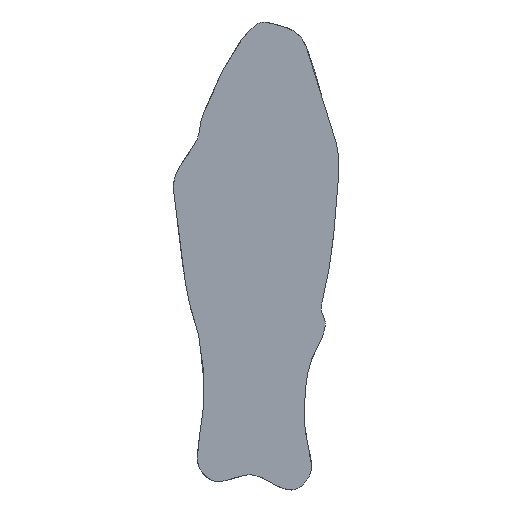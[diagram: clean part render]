
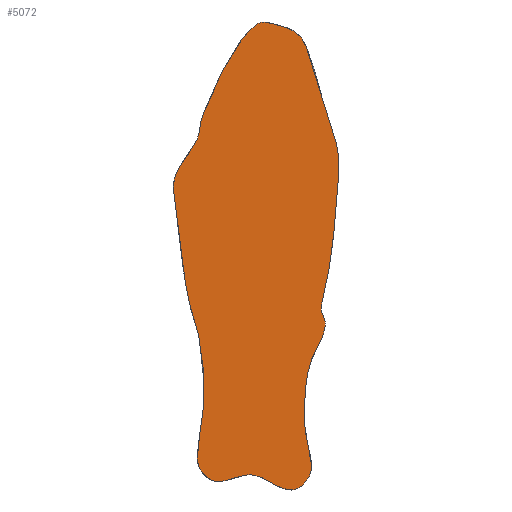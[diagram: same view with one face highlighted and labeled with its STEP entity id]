
A CAD part, left-side view. The second image highlights one B-rep face of the part: STEP entity #5072.
In plain terms, the highlighted planar face has unit normal (-1, 0, 0).
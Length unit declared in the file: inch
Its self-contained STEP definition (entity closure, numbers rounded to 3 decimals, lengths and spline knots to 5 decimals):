
#31 = CARTESIAN_POINT ( 'NONE',  ( -0.31, -0.19354, -0.458 ) ) ;
#257 = CARTESIAN_POINT ( 'NONE',  ( -0.31, 0.03745, -0.92669 ) ) ;
#538 = CARTESIAN_POINT ( 'NONE',  ( -0.31, 0., 1.025 ) ) ;
#708 = CARTESIAN_POINT ( 'NONE',  ( -0.31, 0.22655, 0.71006 ) ) ;
#1347 = CARTESIAN_POINT ( 'NONE',  ( -0.31, -0.21035, -0.88201 ) ) ;
#1408 = CARTESIAN_POINT ( 'NONE',  ( -0.31, -0.05524, -1.01888 ) ) ;
#1512 = B_SPLINE_CURVE_WITH_KNOTS ( 'NONE', 3,
 ( #1576, #13253, #257, #1408, #4007, #13426, #1347, #7918, #10571, #31, #14703, #10787, #9243, #13201, #2913, #13369, #5333, #10621, #6657, #5502, #15876, #8095 ),
 .UNSPECIFIED., .F., .F.,
 ( 4, 1, 1, 1, 1, 1, 1, 1, 1, 1, 1, 1, 1, 1, 1, 1, 1, 1, 1, 4 ),
 ( 0.5, 0.52687, 0.56371, 0.5705, 0.59207, 0.59722, 0.61927, 0.65384, 0.6876, 0.71765, 0.72221, 0.73189, 0.7428, 0.83008, 0.85767, 0.88421, 0.94368, 0.95526, 0.99503, 1. ),
 .UNSPECIFIED. ) ;
#1576 = CARTESIAN_POINT ( 'NONE',  ( -0.31, 0.17385, -0.9855 ) ) ;
#1613 = FACE_OUTER_BOUND ( 'NONE', #6970, .T. ) ;
#1808 = DIRECTION ( 'NONE',  ( 1., 0., 0. ) ) ;
#2038 = CARTESIAN_POINT ( 'NONE',  ( -0.31, 0.28713, -0.77299 ) ) ;
#2264 = CARTESIAN_POINT ( 'NONE',  ( -0.31, 0.33619, 0.43964 ) ) ;
#2913 = CARTESIAN_POINT ( 'NONE',  ( -0.31, -0.31654, 0.1894 ) ) ;
#3570 = CARTESIAN_POINT ( 'NONE',  ( -0.31, 0.32699, -0.28462 ) ) ;
#3694 = CARTESIAN_POINT ( 'NONE',  ( -0.31, 0.17385, -0.9855 ) ) ;
#4007 = CARTESIAN_POINT ( 'NONE',  ( -0.31, -0.15206, -1.02951 ) ) ;
#5072 = ADVANCED_FACE ( 'NONE', ( #1613 ), #8429, .F. ) ;
#5333 = CARTESIAN_POINT ( 'NONE',  ( -0.31, -0.25818, 0.65267 ) ) ;
#5502 = CARTESIAN_POINT ( 'NONE',  ( -0.31, -0.04467, 1.01657 ) ) ;
#6011 = CARTESIAN_POINT ( 'NONE',  ( -0.31, 0.28611, -0.28832 ) ) ;
#6091 = EDGE_CURVE ( 'NONE', #14379, #10862, #1512, .T. ) ;
#6657 = CARTESIAN_POINT ( 'NONE',  ( -0.31, -0.13586, 1.00016 ) ) ;
#6970 = EDGE_LOOP ( 'NONE', ( #16845, #10693 ) ) ;
#7918 = CARTESIAN_POINT ( 'NONE',  ( -0.31, -0.17594, -0.78254 ) ) ;
#8095 = CARTESIAN_POINT ( 'NONE',  ( -0.31, 0., 1.025 ) ) ;
#8429 = PLANE ( 'NONE',  #16730 ) ;
#8594 = CARTESIAN_POINT ( 'NONE',  ( -0.31, 0.28262, 0.51626 ) ) ;
#8651 = CARTESIAN_POINT ( 'NONE',  ( -0.31, 0.16208, 0.86173 ) ) ;
#9243 = CARTESIAN_POINT ( 'NONE',  ( -0.31, -0.24525, -0.24084 ) ) ;
#9638 = EDGE_CURVE ( 'NONE', #10862, #14379, #13747, .T. ) ;
#9920 = CARTESIAN_POINT ( 'NONE',  ( -0.31, 0.40086, 0.34731 ) ) ;
#10031 = CARTESIAN_POINT ( 'NONE',  ( -0.31, 0.17385, -0.9855 ) ) ;
#10093 = CARTESIAN_POINT ( 'NONE',  ( -0.31, 0.2392, -0.99015 ) ) ;
#10147 = CARTESIAN_POINT ( 'NONE',  ( -0.31, 0.38197, 0.16211 ) ) ;
#10571 = CARTESIAN_POINT ( 'NONE',  ( -0.31, -0.1774, -0.62597 ) ) ;
#10621 = CARTESIAN_POINT ( 'NONE',  ( -0.31, -0.21202, 0.88551 ) ) ;
#10693 = ORIENTED_EDGE ( 'NONE', *, *, #6091, .T. ) ;
#10787 = CARTESIAN_POINT ( 'NONE',  ( -0.31, -0.27201, -0.28043 ) ) ;
#10862 = VERTEX_POINT ( 'NONE', #11347 ) ;
#11075 = CARTESIAN_POINT ( 'NONE',  ( -0.31, 0., 0. ) ) ;
#11347 = CARTESIAN_POINT ( 'NONE',  ( -0.31, 0., 1.025 ) ) ;
#11410 = CARTESIAN_POINT ( 'NONE',  ( -0.31, 0.24531, -0.66392 ) ) ;
#11458 = CARTESIAN_POINT ( 'NONE',  ( -0.31, 0.27696, 0.5981 ) ) ;
#12785 = CARTESIAN_POINT ( 'NONE',  ( -0.31, 0.19065, -0.98867 ) ) ;
#13201 = CARTESIAN_POINT ( 'NONE',  ( -0.31, -0.29905, -0.03699 ) ) ;
#13253 = CARTESIAN_POINT ( 'NONE',  ( -0.31, 0.13498, -0.97815 ) ) ;
#13369 = CARTESIAN_POINT ( 'NONE',  ( -0.31, -0.33654, 0.46134 ) ) ;
#13426 = CARTESIAN_POINT ( 'NONE',  ( -0.31, -0.21017, -0.96839 ) ) ;
#13654 = DIRECTION ( 'NONE',  ( 0., 0., -1. ) ) ;
#13747 = B_SPLINE_CURVE_WITH_KNOTS ( 'NONE', 3,
 ( #538, #15385, #8651, #708, #11458, #8594, #2264, #9920, #10147, #3570, #6011, #11410, #2038, #14051, #10093, #12785, #10031 ),
 .UNSPECIFIED., .F., .F.,
 ( 4, 1, 1, 1, 1, 1, 1, 1, 1, 1, 1, 1, 1, 1, 4 ),
 ( 0., 0.04683, 0.09639, 0.12369, 0.12949, 0.15444, 0.18715, 0.20046, 0.28758, 0.36199, 0.38868, 0.4556, 0.46558, 0.48839, 0.5 ),
 .UNSPECIFIED. ) ;
#14051 = CARTESIAN_POINT ( 'NONE',  ( -0.31, 0.29275, -0.92665 ) ) ;
#14379 = VERTEX_POINT ( 'NONE', #3694 ) ;
#14703 = CARTESIAN_POINT ( 'NONE',  ( -0.31, -0.26545, -0.35379 ) ) ;
#15385 = CARTESIAN_POINT ( 'NONE',  ( -0.31, 0.04343, 1.02532 ) ) ;
#15876 = CARTESIAN_POINT ( 'NONE',  ( -0.31, -0.00461, 1.02497 ) ) ;
#16730 = AXIS2_PLACEMENT_3D ( 'NONE', #11075, #1808, #13654 ) ;
#16845 = ORIENTED_EDGE ( 'NONE', *, *, #9638, .T. ) ;
